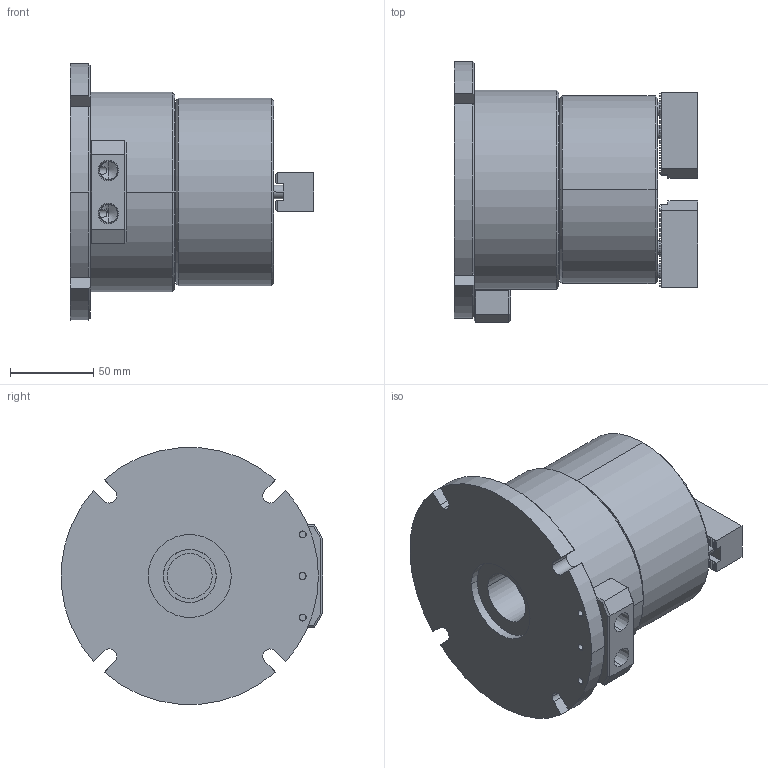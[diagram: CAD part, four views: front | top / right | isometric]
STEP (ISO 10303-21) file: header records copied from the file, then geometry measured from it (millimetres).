
FILE_DESCRIPTION (( 'STEP AP203' ), '1' );
FILE_NAME ('CF-VH2-2204.STEP', '2022-10-19T05:30:20', ( '' ), ( '' ), 'SwSTEP 2.0', 'SolidWorks 2020', '' );
FILE_SCHEMA (( 'CONFIG_CONTROL_DESIGN' ));
Length unit declared in the file: millimetre
Products named in the file (17): VH-06-05000; SJ-04; 圓頭內六角螺栓_M5x25; 半圓頭六角孔螺栓_M4x8; cf-vh2-04; 圓頭內六角螺栓_M8x20; CF-2H-204-01000; 圓頭內六角螺栓_M10x60; CF-VH2-04-01000; CF-2H-204-02000; CF-VH2-04-05000; CF-VH2-04-02000; CF-3H-204-07010; CF-2H-204_VH2-2204用組態; CF-VH2-04-03000; CF-3H-204-09000; CF-VH2-2204
Assembly tree (28 placements, depth 3):
  CF-VH2-2204
    cf-vh2-04
      CF-VH2-04-01000
      CF-VH2-04-02000
      CF-VH2-04-03000
      VH-06-05000
      圓頭內六角螺栓_M5x25  x3
    CF-2H-204_VH2-2204用組態
      CF-2H-204-01000
      CF-2H-204-02000
      CF-3H-204-07010
      CF-3H-204-09000
      SJ-04  x2
      半圓頭六角孔螺栓_M4x8  x4
      圓頭內六角螺栓_M8x20  x4
      圓頭內六角螺栓_M10x60  x4
      CF-VH2-04-05000
Bounding box: 146.75 x 157.25 x 154.49 mm (x, y, z)
Volume: 1316333.6 mm3; surface area: 258706.9 mm2
Topology: 26 solids, 26 shells, 1314 faces, 3414 edges, 2173 vertices
Faces by surface type: plane 744, cylinder 390, cone 167, torus 13
Entity records: 25044 total; most frequent: CARTESIAN_POINT 4628, DIRECTION 3831, ORIENTED_EDGE 3820, EDGE_CURVE 1910, AXIS2_PLACEMENT_3D 1325, VERTEX_POINT 1234, LINE 1181, VECTOR 1181
